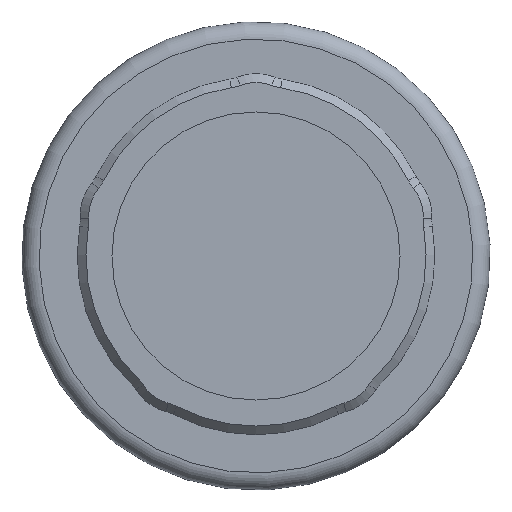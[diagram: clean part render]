
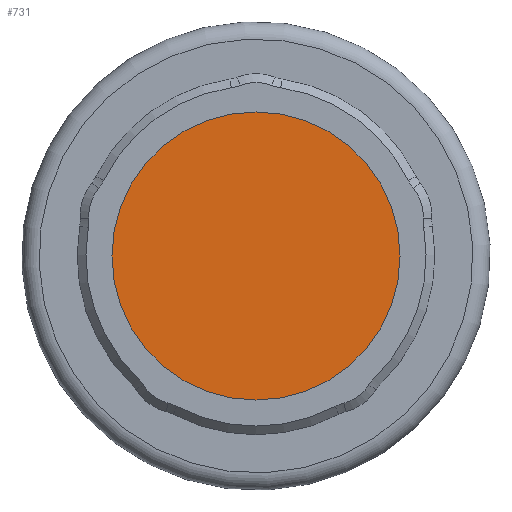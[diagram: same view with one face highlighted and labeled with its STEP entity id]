
A CAD part, front view. The second image highlights one B-rep face of the part: STEP entity #731.
In plain terms, the highlighted planar face has unit normal (0, -1, 0).
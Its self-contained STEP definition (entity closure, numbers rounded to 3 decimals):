
#143=PLANE('',#856);
#189=FACE_OUTER_BOUND('',#237,.T.);
#237=EDGE_LOOP('',(#684));
#302=CIRCLE('',#854,8.3);
#366=VERTEX_POINT('',#1334);
#472=EDGE_CURVE('',#366,#366,#302,.T.);
#684=ORIENTED_EDGE('',*,*,#472,.T.);
#731=ADVANCED_FACE('',(#189),#143,.F.);
#854=AXIS2_PLACEMENT_3D('',#1336,#1116,#1117);
#856=AXIS2_PLACEMENT_3D('',#1338,#1120,#1121);
#1116=DIRECTION('center_axis',(0.,-1.,0.));
#1117=DIRECTION('ref_axis',(1.,0.,0.));
#1120=DIRECTION('center_axis',(0.,1.,0.));
#1121=DIRECTION('ref_axis',(-1.,0.,0.));
#1334=CARTESIAN_POINT('',(-8.3,29.18,22.445));
#1336=CARTESIAN_POINT('Origin',(0.,29.18,22.445));
#1338=CARTESIAN_POINT('Origin',(0.,29.18,22.445));
